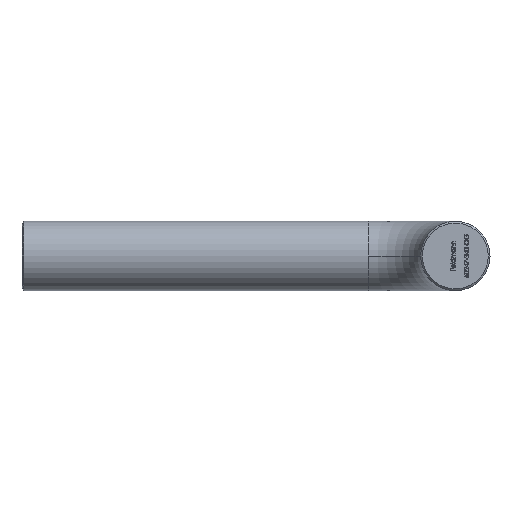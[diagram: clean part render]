
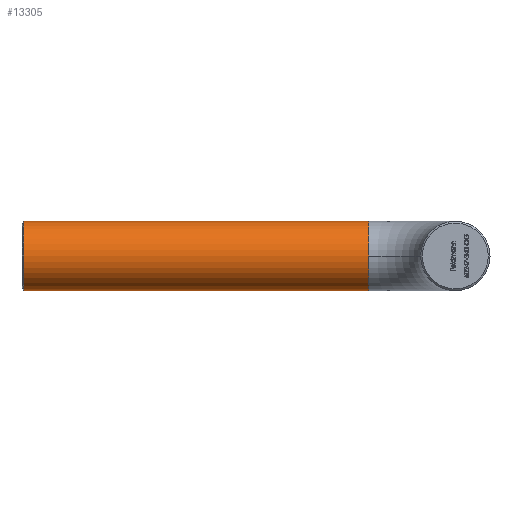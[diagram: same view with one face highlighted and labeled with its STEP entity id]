
A CAD part, left-side view. The second image highlights one B-rep face of the part: STEP entity #13305.
In plain terms, the highlighted cylindrical face has radius 6 mm (diameter 12 mm), a partial arc.
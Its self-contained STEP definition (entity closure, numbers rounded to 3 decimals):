
#112 = EDGE_CURVE ( 'NONE', #2799, #1680, #2450, .T. ) ;
#440 = CARTESIAN_POINT ( 'NONE',  ( 75., 15., 0. ) ) ;
#447 = AXIS2_PLACEMENT_3D ( 'NONE', #13953, #10734, #4123 ) ;
#548 = AXIS2_PLACEMENT_3D ( 'NONE', #440, #13598, #7023 ) ;
#809 = AXIS2_PLACEMENT_3D ( 'NONE', #7317, #10590, #8513 ) ;
#1227 = EDGE_CURVE ( 'NONE', #4702, #3590, #9761, .T. ) ;
#1591 = VECTOR ( 'NONE', #3405, 1000. ) ;
#1680 = VERTEX_POINT ( 'NONE', #11662 ) ;
#1702 = CARTESIAN_POINT ( 'NONE',  ( 75., 15., -6. ) ) ;
#1904 = VECTOR ( 'NONE', #12526, 1000. ) ;
#2220 = FACE_OUTER_BOUND ( 'NONE', #5963, .T. ) ;
#2450 = CIRCLE ( 'NONE', #447, 6. ) ;
#2799 = VERTEX_POINT ( 'NONE', #13103 ) ;
#3405 = DIRECTION ( 'NONE',  ( 0., 1., 0. ) ) ;
#3590 = VERTEX_POINT ( 'NONE', #4689 ) ;
#4123 = DIRECTION ( 'NONE',  ( 0., 0., -1. ) ) ;
#4362 = ORIENTED_EDGE ( 'NONE', *, *, #6515, .F. ) ;
#4454 = CARTESIAN_POINT ( 'NONE',  ( 75., 15., 6. ) ) ;
#4689 = CARTESIAN_POINT ( 'NONE',  ( 75., 74.7, -6. ) ) ;
#4702 = VERTEX_POINT ( 'NONE', #11988 ) ;
#4852 = CIRCLE ( 'NONE', #548, 6. ) ;
#5009 = ORIENTED_EDGE ( 'NONE', *, *, #112, .T. ) ;
#5210 = ORIENTED_EDGE ( 'NONE', *, *, #6074, .T. ) ;
#5303 = EDGE_CURVE ( 'NONE', #10239, #4702, #8286, .T. ) ;
#5963 = EDGE_LOOP ( 'NONE', ( #4362, #5009, #5210, #6052, #9881 ) ) ;
#6052 = ORIENTED_EDGE ( 'NONE', *, *, #5303, .T. ) ;
#6074 = EDGE_CURVE ( 'NONE', #1680, #10239, #4852, .T. ) ;
#6515 = EDGE_CURVE ( 'NONE', #2799, #3590, #9151, .T. ) ;
#6793 = DIRECTION ( 'NONE',  ( 0., 0., 1. ) ) ;
#6978 = CARTESIAN_POINT ( 'NONE',  ( 75., 15., 0. ) ) ;
#7023 = DIRECTION ( 'NONE',  ( 0., 0., -1. ) ) ;
#7317 = CARTESIAN_POINT ( 'NONE',  ( 75., 74.7, 0. ) ) ;
#8286 = LINE ( 'NONE', #10971, #1591 ) ;
#8513 = DIRECTION ( 'NONE',  ( 0., 0., 1. ) ) ;
#9151 = LINE ( 'NONE', #1702, #1904 ) ;
#9761 = CIRCLE ( 'NONE', #809, 6. ) ;
#9881 = ORIENTED_EDGE ( 'NONE', *, *, #1227, .T. ) ;
#10239 = VERTEX_POINT ( 'NONE', #4454 ) ;
#10336 = CYLINDRICAL_SURFACE ( 'NONE', #11333, 6. ) ;
#10590 = DIRECTION ( 'NONE',  ( 0., -1., 0. ) ) ;
#10734 = DIRECTION ( 'NONE',  ( 0., 1., 0. ) ) ;
#10971 = CARTESIAN_POINT ( 'NONE',  ( 75., 15., 6. ) ) ;
#11333 = AXIS2_PLACEMENT_3D ( 'NONE', #6978, #13361, #6793 ) ;
#11662 = CARTESIAN_POINT ( 'NONE',  ( 69., 15., 0. ) ) ;
#11988 = CARTESIAN_POINT ( 'NONE',  ( 75., 74.7, 6. ) ) ;
#12526 = DIRECTION ( 'NONE',  ( 0., 1., 0. ) ) ;
#13103 = CARTESIAN_POINT ( 'NONE',  ( 75., 15., -6. ) ) ;
#13305 = ADVANCED_FACE ( 'NONE', ( #2220 ), #10336, .T. ) ;
#13361 = DIRECTION ( 'NONE',  ( 0., 1., 0. ) ) ;
#13598 = DIRECTION ( 'NONE',  ( 0., 1., 0. ) ) ;
#13953 = CARTESIAN_POINT ( 'NONE',  ( 75., 15., 0. ) ) ;
